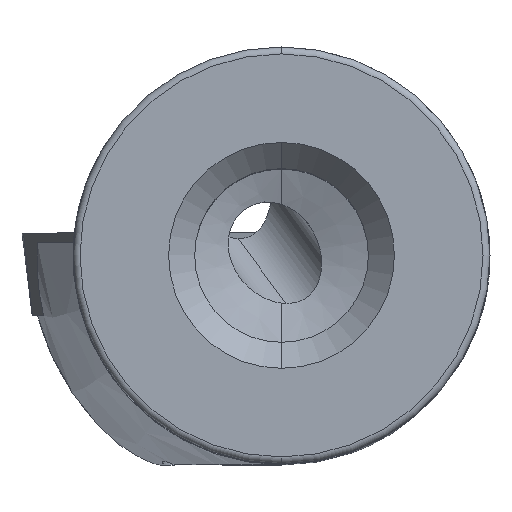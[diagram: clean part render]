
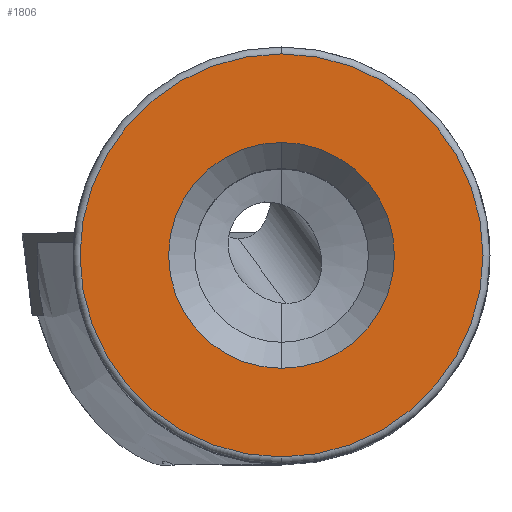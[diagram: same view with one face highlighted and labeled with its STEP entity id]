
A CAD part, top view. The second image highlights one B-rep face of the part: STEP entity #1806.
In plain terms, the highlighted planar face has unit normal (0, 0, 1).
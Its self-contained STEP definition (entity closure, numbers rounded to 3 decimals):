
#972=EDGE_CURVE('NONE',#1606,#1552,#2273,.F.);
#1096=EDGE_CURVE('NONE',#1560,#1414,#2410,.T.);
#1288=EDGE_CURVE('NONE',#1414,#1560,#2628,.T.);
#1414=VERTEX_POINT('NONE',#2765);
#1552=VERTEX_POINT('NONE',#2916);
#1560=VERTEX_POINT('NONE',#2924);
#1606=VERTEX_POINT('NONE',#2973);
#1794=EDGE_CURVE('NONE',#1552,#1606,#3181,.T.);
#1806=ADVANCED_FACE('NONE',(#3193,#3194),#3195,.T.);
#2273=CIRCLE('',#4452,3.25);
#2410=CIRCLE('',#5466,5.8);
#2628=CIRCLE('',#6111,5.8);
#2765=CARTESIAN_POINT('',(0.,5.8,0.));
#2916=CARTESIAN_POINT('',(0.0,-3.25,0.0));
#2924=CARTESIAN_POINT('',(0.0,-5.8,0.0));
#2973=CARTESIAN_POINT('',(0.,3.25,0.));
#3181=CIRCLE('',#7251,3.25);
#3193=FACE_OUTER_BOUND('',#7268,.T.);
#3194=FACE_BOUND('',#7269,.T.);
#3195=PLANE('',#7270);
#4452=AXIS2_PLACEMENT_3D('',#7775,#7776,#7777);
#5466=AXIS2_PLACEMENT_3D('',#7941,#7942,#7943);
#6111=AXIS2_PLACEMENT_3D('',#8252,#8253,#8254);
#7251=AXIS2_PLACEMENT_3D('',#8863,#8864,#8865);
#7268=EDGE_LOOP('',(#8877,#8878));
#7269=EDGE_LOOP('',(#8879,#8880));
#7270=AXIS2_PLACEMENT_3D('',#8881,#8882,#8883);
#7775=CARTESIAN_POINT('',(0.0,0.0,0.0));
#7776=DIRECTION('',(0.,0.0,1.0));
#7777=DIRECTION('',(0.0,-1.0,0.0));
#7941=CARTESIAN_POINT('',(0.0,0.0,0.0));
#7942=DIRECTION('',(0.,-0.0,1.0));
#7943=DIRECTION('',(0.0,1.0,0.0));
#8252=CARTESIAN_POINT('',(0.0,0.0,0.0));
#8253=DIRECTION('',(0.,-0.0,1.0));
#8254=DIRECTION('',(0.0,1.0,0.0));
#8863=CARTESIAN_POINT('',(0.0,0.0,0.0));
#8864=DIRECTION('',(0.,-0.0,-1.0));
#8865=DIRECTION('',(0.0,-1.0,0.0));
#8877=ORIENTED_EDGE('',*,*,#1096,.T.);
#8878=ORIENTED_EDGE('',*,*,#1288,.T.);
#8879=ORIENTED_EDGE('',*,*,#1794,.T.);
#8880=ORIENTED_EDGE('',*,*,#972,.T.);
#8881=CARTESIAN_POINT('',(0.0,0.0,0.0));
#8882=DIRECTION('',(0.,0.0,1.0));
#8883=DIRECTION('',(0.0,-1.0,0.0));
